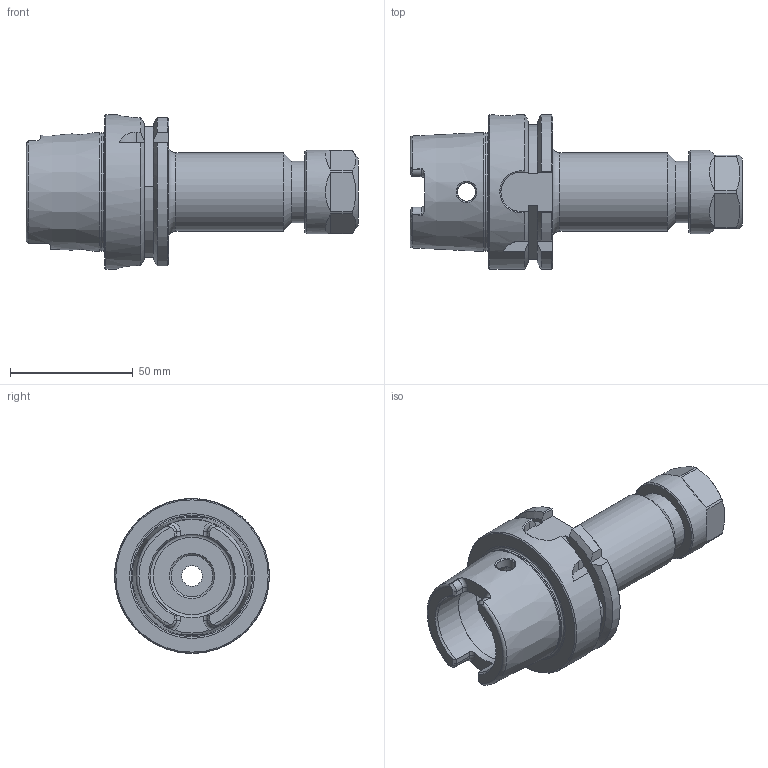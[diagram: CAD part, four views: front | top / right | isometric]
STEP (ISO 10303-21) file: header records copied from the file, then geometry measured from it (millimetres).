
FILE_DESCRIPTION((''),'2;1');
FILE_NAME('H63-20ERP406.stp','2014-08-21T13:45:37',('kaykin'),(''),'Autodesk Inventor 2012','Autodesk Inventor 2012','');
FILE_SCHEMA(('AUTOMOTIVE_DESIGN { 1 0 10303 214 1 1 1 1 }'));
Length unit declared in the file: inch
Products named in the file (4): H63-20ERP406; H63-20ER4-1; 20ERHPN
Assembly tree (3 placements, depth 3):
  H63-20ERP406
    H63-20ER4-1
      H63-20ER4-1
    20ERHPN
Bounding box: 135.12 x 63 x 63 mm (x, y, z)
Volume: 126714.1 mm3; surface area: 35690.9 mm2
Topology: 2 solids, 2 shells, 171 faces, 431 edges, 269 vertices
Faces by surface type: plane 68, cylinder 41, cone 34, torus 16, bspline 12
Full cylindrical faces by diameter (mm): 7.5 x2, 8.5 x1, 10 x1, 12.751 x1, 14.478 x1, 14.91 x1, 16.916 x1, 19.016 x1, 20.066 x1, 23.52 x1, 25 x1, 25.527 x1, 31.75 x1, 34 x2, 34.036 x1, 40 x1, 48.041 x1, 63 x1
Entity records: 5867 total; most frequent: CARTESIAN_POINT 1964, ORIENTED_EDGE 734, DIRECTION 723, EDGE_CURVE 367, AXIS2_PLACEMENT_3D 300, VERTEX_POINT 255, EDGE_LOOP 234, FACE_OUTER_BOUND 171
